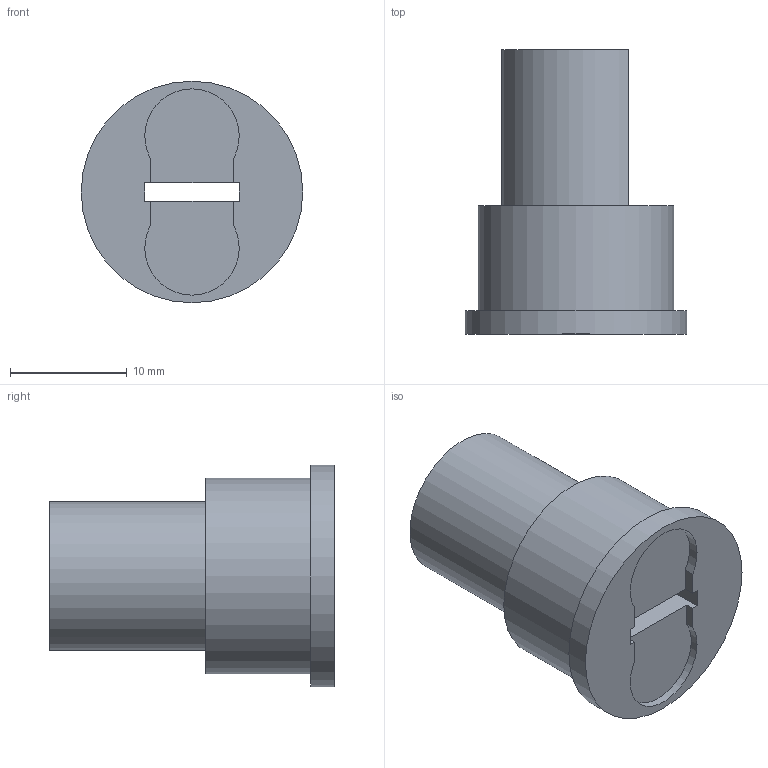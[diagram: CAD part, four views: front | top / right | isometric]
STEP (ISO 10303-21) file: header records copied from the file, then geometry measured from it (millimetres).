
FILE_DESCRIPTION(/* description */ (''),/* implementation_level */ '2;1');
FILE_NAME(/* name */ 'Interior Sensors.step',/* time_stamp */ '2018-07-25T13:11:51+02:00',/* author */ (''),/* organization */ (''),/* preprocessor_version */ 'ST-DEVELOPER v17',/* originating_system */ 'Autodesk Translation Framework v7.1.0.215',/* authorisation */ '');
FILE_SCHEMA (('AUTOMOTIVE_DESIGN { 1 0 10303 214 3 1 1 }'));
Length unit declared in the file: millimetre
Products named in the file (1): Interior Sensors
Bounding box: 19 x 24.4 x 19 mm (x, y, z)
Volume: 3690 mm3; surface area: 2192.7 mm2
Topology: 1 solids, 1 shells, 22 faces, 58 edges, 40 vertices
Faces by surface type: plane 16, cylinder 6
Full cylindrical faces by diameter (mm): 16.8 x1, 19 x1
Entity records: 734 total; most frequent: CARTESIAN_POINT 121, DIRECTION 120, ORIENTED_EDGE 116, EDGE_CURVE 58, LINE 42, VECTOR 42, VERTEX_POINT 40, AXIS2_PLACEMENT_3D 39
